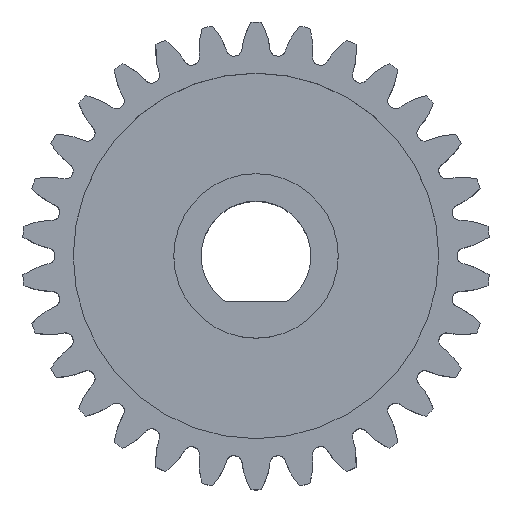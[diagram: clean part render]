
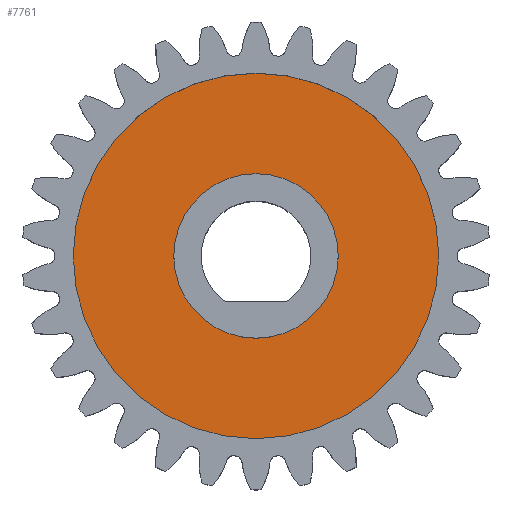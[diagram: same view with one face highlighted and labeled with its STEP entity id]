
A CAD part, top view. The second image highlights one B-rep face of the part: STEP entity #7761.
In plain terms, the highlighted planar face has unit normal (0, 0, 1).
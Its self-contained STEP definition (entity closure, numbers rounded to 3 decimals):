
#81 = EDGE_LOOP ( 'NONE', ( #11676, #11936 ) ) ;
#1477 = VERTEX_POINT ( 'NONE', #3210 ) ;
#1824 = CARTESIAN_POINT ( 'NONE',  ( 0., 0., 3. ) ) ;
#2862 = EDGE_CURVE ( 'NONE', #11288, #14400, #15808, .T. ) ;
#3210 = CARTESIAN_POINT ( 'NONE',  ( 10., 0., 3. ) ) ;
#4122 = EDGE_CURVE ( 'NONE', #14400, #11288, #6599, .T. ) ;
#4218 = VERTEX_POINT ( 'NONE', #9784 ) ;
#5072 = CARTESIAN_POINT ( 'NONE',  ( -0.481, 12.392, 3. ) ) ;
#5403 = AXIS2_PLACEMENT_3D ( 'NONE', #10512, #13316, #10570 ) ;
#5674 = CARTESIAN_POINT ( 'NONE',  ( 0., 0., 3. ) ) ;
#5850 = DIRECTION ( 'NONE',  ( 0., 0., 1. ) ) ;
#6599 = CIRCLE ( 'NONE', #13530, 4.5 ) ;
#6794 = CARTESIAN_POINT ( 'NONE',  ( 0., 0., 3. ) ) ;
#6917 = DIRECTION ( 'NONE',  ( -1., 0., 0. ) ) ;
#7162 = EDGE_CURVE ( 'NONE', #1477, #4218, #15320, .T. ) ;
#7648 = AXIS2_PLACEMENT_3D ( 'NONE', #5674, #5850, #9870 ) ;
#7761 = ADVANCED_FACE ( 'NONE', ( #17942, #9173 ), #10266, .F. ) ;
#9173 = FACE_BOUND ( 'NONE', #81, .T. ) ;
#9649 = DIRECTION ( 'NONE',  ( -1., 0., 0. ) ) ;
#9784 = CARTESIAN_POINT ( 'NONE',  ( -10., 0., 3. ) ) ;
#9870 = DIRECTION ( 'NONE',  ( -1., 0., 0. ) ) ;
#10092 = CIRCLE ( 'NONE', #5403, 10. ) ;
#10151 = AXIS2_PLACEMENT_3D ( 'NONE', #5072, #14848, #9649 ) ;
#10266 = PLANE ( 'NONE',  #10151 ) ;
#10512 = CARTESIAN_POINT ( 'NONE',  ( 0., 0., 3. ) ) ;
#10570 = DIRECTION ( 'NONE',  ( -1., 0., 0. ) ) ;
#11096 = ORIENTED_EDGE ( 'NONE', *, *, #12954, .T. ) ;
#11288 = VERTEX_POINT ( 'NONE', #13541 ) ;
#11676 = ORIENTED_EDGE ( 'NONE', *, *, #2862, .F. ) ;
#11936 = ORIENTED_EDGE ( 'NONE', *, *, #4122, .F. ) ;
#12426 = DIRECTION ( 'NONE',  ( 0., 0., 1. ) ) ;
#12891 = CARTESIAN_POINT ( 'NONE',  ( -4.5, 0., 3. ) ) ;
#12954 = EDGE_CURVE ( 'NONE', #4218, #1477, #10092, .T. ) ;
#13095 = DIRECTION ( 'NONE',  ( -1., 0., 0. ) ) ;
#13316 = DIRECTION ( 'NONE',  ( 0., 0., 1. ) ) ;
#13530 = AXIS2_PLACEMENT_3D ( 'NONE', #6794, #12426, #6917 ) ;
#13541 = CARTESIAN_POINT ( 'NONE',  ( 4.5, 0., 3. ) ) ;
#14400 = VERTEX_POINT ( 'NONE', #12891 ) ;
#14848 = DIRECTION ( 'NONE',  ( 0., 0., -1. ) ) ;
#15201 = EDGE_LOOP ( 'NONE', ( #15833, #11096 ) ) ;
#15320 = CIRCLE ( 'NONE', #18001, 10. ) ;
#15808 = CIRCLE ( 'NONE', #7648, 4.5 ) ;
#15833 = ORIENTED_EDGE ( 'NONE', *, *, #7162, .T. ) ;
#16009 = DIRECTION ( 'NONE',  ( 0., 0., 1. ) ) ;
#17942 = FACE_OUTER_BOUND ( 'NONE', #15201, .T. ) ;
#18001 = AXIS2_PLACEMENT_3D ( 'NONE', #1824, #16009, #13095 ) ;
